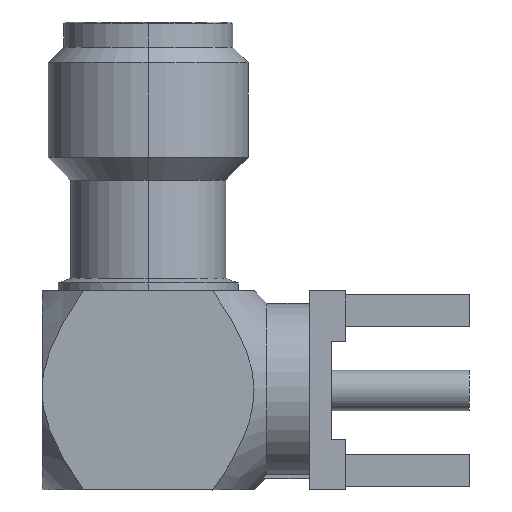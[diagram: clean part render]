
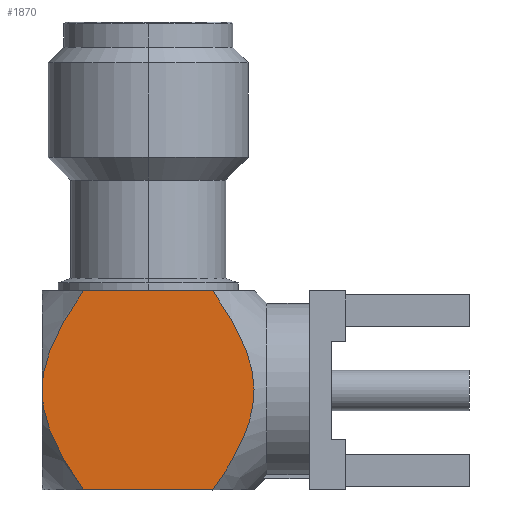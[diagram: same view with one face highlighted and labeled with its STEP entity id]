
A CAD part, left-side view. The second image highlights one B-rep face of the part: STEP entity #1870.
In plain terms, the highlighted planar face has unit normal (-1, 0, 0).
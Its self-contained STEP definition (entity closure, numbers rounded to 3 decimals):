
#98 = B_SPLINE_CURVE_WITH_KNOTS ( 'NONE', 3,
 ( #2409, #312, #926, #3013, #1236, #3324, #1519, #3618 ),
 .UNSPECIFIED., .F., .F.,
 ( 4, 2, 2, 4 ),
 ( 0., 0.002, 0.003, 0.003 ),
 .UNSPECIFIED. ) ;
#226 = CARTESIAN_POINT ( 'NONE',  ( -3.15, -3.306, -9.029 ) ) ;
#255 = ORIENTED_EDGE ( 'NONE', *, *, #1465, .T. ) ;
#312 = CARTESIAN_POINT ( 'NONE',  ( -3.15, 2.379, -12.303 ) ) ;
#335 = B_SPLINE_CURVE_WITH_KNOTS ( 'NONE', 3,
 ( #1282, #2172, #382, #2473, #675, #2782, #988, #3069 ),
 .UNSPECIFIED., .F., .F.,
 ( 4, 2, 2, 4 ),
 ( 0., 0.002, 0.003, 0.003 ),
 .UNSPECIFIED. ) ;
#382 = CARTESIAN_POINT ( 'NONE',  ( -3.15, 2.688, -7.43 ) ) ;
#421 = ORIENTED_EDGE ( 'NONE', *, *, #981, .T. ) ;
#453 = VERTEX_POINT ( 'NONE', #2086 ) ;
#529 = CARTESIAN_POINT ( 'NONE',  ( -3.15, -3.352, -9.892 ) ) ;
#554 = CARTESIAN_POINT ( 'NONE',  ( -3.15, -3.412, -6.475 ) ) ;
#638 = DIRECTION ( 'NONE',  ( 0., -1., 0. ) ) ;
#675 = CARTESIAN_POINT ( 'NONE',  ( -3.15, 3.158, -8.475 ) ) ;
#830 = CARTESIAN_POINT ( 'NONE',  ( -3.15, -3.167, -10.747 ) ) ;
#861 = DIRECTION ( 'NONE',  ( 0., 0., 1. ) ) ;
#926 = CARTESIAN_POINT ( 'NONE',  ( -3.15, 2.688, -11.82 ) ) ;
#981 = EDGE_CURVE ( 'NONE', #1066, #453, #2664, .T. ) ;
#988 = CARTESIAN_POINT ( 'NONE',  ( -3.15, 3.35, -9.331 ) ) ;
#1066 = VERTEX_POINT ( 'NONE', #3281 ) ;
#1081 = VECTOR ( 'NONE', #1141, 1000. ) ;
#1123 = CARTESIAN_POINT ( 'NONE',  ( -3.15, -2.377, -6.945 ) ) ;
#1139 = CARTESIAN_POINT ( 'NONE',  ( -3.15, -2.694, -11.811 ) ) ;
#1141 = DIRECTION ( 'NONE',  ( 0., 1., 0. ) ) ;
#1147 = CARTESIAN_POINT ( 'NONE',  ( -3.15, 3.35, -9.625 ) ) ;
#1236 = CARTESIAN_POINT ( 'NONE',  ( -3.15, 3.158, -10.775 ) ) ;
#1282 = CARTESIAN_POINT ( 'NONE',  ( -3.15, 2.045, -6.475 ) ) ;
#1306 = CARTESIAN_POINT ( 'NONE',  ( -3.15, -2.045, -12.775 ) ) ;
#1307 = VERTEX_POINT ( 'NONE', #1306 ) ;
#1430 = CARTESIAN_POINT ( 'NONE',  ( -3.15, -2.045, -12.775 ) ) ;
#1465 = EDGE_CURVE ( 'NONE', #1710, #1307, #3543, .T. ) ;
#1501 = ORIENTED_EDGE ( 'NONE', *, *, #1767, .F. ) ;
#1519 = CARTESIAN_POINT ( 'NONE',  ( -3.15, 3.35, -9.919 ) ) ;
#1541 = EDGE_CURVE ( 'NONE', #453, #3489, #335, .T. ) ;
#1689 = ORIENTED_EDGE ( 'NONE', *, *, #2238, .F. ) ;
#1710 = VERTEX_POINT ( 'NONE', #3295 ) ;
#1711 = ORIENTED_EDGE ( 'NONE', *, *, #1541, .T. ) ;
#1718 = CARTESIAN_POINT ( 'NONE',  ( -3.15, -2.686, -7.427 ) ) ;
#1767 = EDGE_CURVE ( 'NONE', #1710, #3489, #98, .T. ) ;
#1870 = ADVANCED_FACE ( 'NONE', ( #3688 ), #2348, .T. ) ;
#1904 = B_SPLINE_CURVE_WITH_KNOTS ( 'NONE', 3,
 ( #3211, #1123, #1718, #3814, #2027, #226, #2320, #529, #2623, #830, #2924, #1139, #3222, #1430 ),
 .UNSPECIFIED., .F., .F.,
 ( 4, 2, 2, 2, 2, 2, 4 ),
 ( 0., 0.002, 0.003, 0.003, 0.004, 0.005, 0.007 ),
 .UNSPECIFIED. ) ;
#2027 = CARTESIAN_POINT ( 'NONE',  ( -3.15, -3.155, -8.466 ) ) ;
#2086 = CARTESIAN_POINT ( 'NONE',  ( -3.15, 2.045, -6.475 ) ) ;
#2172 = CARTESIAN_POINT ( 'NONE',  ( -3.15, 2.379, -6.947 ) ) ;
#2238 = EDGE_CURVE ( 'NONE', #1066, #1307, #1904, .T. ) ;
#2320 = CARTESIAN_POINT ( 'NONE',  ( -3.15, -3.348, -9.317 ) ) ;
#2348 = PLANE ( 'NONE',  #3631 ) ;
#2409 = CARTESIAN_POINT ( 'NONE',  ( -3.15, 2.045, -12.775 ) ) ;
#2452 = CARTESIAN_POINT ( 'NONE',  ( -3.15, 3.39, -12.775 ) ) ;
#2473 = CARTESIAN_POINT ( 'NONE',  ( -3.15, 3.053, -8.207 ) ) ;
#2623 = CARTESIAN_POINT ( 'NONE',  ( -3.15, -3.312, -10.186 ) ) ;
#2650 = DIRECTION ( 'NONE',  ( -1., 0., 0. ) ) ;
#2664 = LINE ( 'NONE', #3527, #1081 ) ;
#2782 = CARTESIAN_POINT ( 'NONE',  ( -3.15, 3.308, -9.041 ) ) ;
#2924 = CARTESIAN_POINT ( 'NONE',  ( -3.15, -3.064, -11.018 ) ) ;
#3013 = CARTESIAN_POINT ( 'NONE',  ( -3.15, 3.053, -11.043 ) ) ;
#3069 = CARTESIAN_POINT ( 'NONE',  ( -3.15, 3.35, -9.625 ) ) ;
#3211 = CARTESIAN_POINT ( 'NONE',  ( -3.15, -2.045, -6.475 ) ) ;
#3222 = CARTESIAN_POINT ( 'NONE',  ( -3.15, -2.381, -12.3 ) ) ;
#3281 = CARTESIAN_POINT ( 'NONE',  ( -3.15, -2.045, -6.475 ) ) ;
#3295 = CARTESIAN_POINT ( 'NONE',  ( -3.15, 2.045, -12.775 ) ) ;
#3324 = CARTESIAN_POINT ( 'NONE',  ( -3.15, 3.308, -10.209 ) ) ;
#3454 = VECTOR ( 'NONE', #638, 1000. ) ;
#3489 = VERTEX_POINT ( 'NONE', #1147 ) ;
#3527 = CARTESIAN_POINT ( 'NONE',  ( -3.15, -3.412, -6.475 ) ) ;
#3543 = LINE ( 'NONE', #2452, #3454 ) ;
#3618 = CARTESIAN_POINT ( 'NONE',  ( -3.15, 3.35, -9.625 ) ) ;
#3631 = AXIS2_PLACEMENT_3D ( 'NONE', #554, #2650, #861 ) ;
#3688 = FACE_OUTER_BOUND ( 'NONE', #3699, .T. ) ;
#3699 = EDGE_LOOP ( 'NONE', ( #255, #1689, #421, #1711, #1501 ) ) ;
#3814 = CARTESIAN_POINT ( 'NONE',  ( -3.15, -3.05, -8.2 ) ) ;
